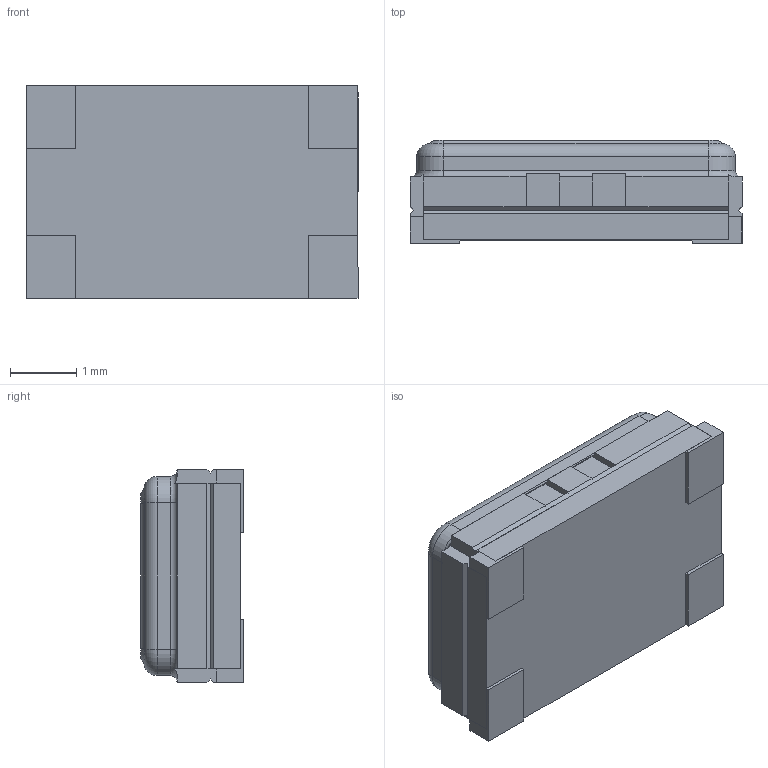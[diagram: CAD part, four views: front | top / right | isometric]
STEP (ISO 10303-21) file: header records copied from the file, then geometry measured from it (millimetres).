
FILE_DESCRIPTION (( 'STEP AP214' ), '1' );
FILE_NAME ('User Library-CFPT-9301.STEP', '2019-07-24T22:26:29', ( '' ), ( '' ), 'SwSTEP 2.0', 'SolidWorks 2019', '' );
FILE_SCHEMA (( 'AUTOMOTIVE_DESIGN' ));
Length unit declared in the file: millimetre
Products named in the file (1): User Library-CFPT-9301
Bounding box: 5 x 1.55 x 3.2 mm (x, y, z)
Volume: 22.7 mm3; surface area: 61.6 mm2
Topology: 5 solids, 5 shells, 134 faces, 332 edges, 208 vertices
Faces by surface type: plane 98, cylinder 16, bspline 12, torus 8
Entity records: 5476 total; most frequent: CARTESIAN_POINT 923, ORIENTED_EDGE 664, DIRECTION 626, EDGE_CURVE 332, LINE 244, VECTOR 244, VERTEX_POINT 208, AXIS2_PLACEMENT_3D 191
